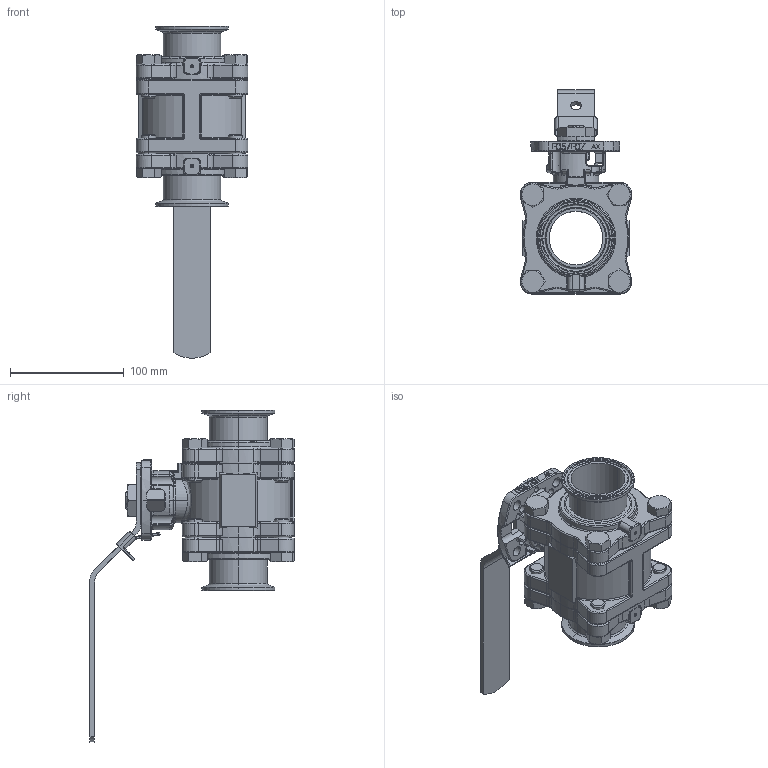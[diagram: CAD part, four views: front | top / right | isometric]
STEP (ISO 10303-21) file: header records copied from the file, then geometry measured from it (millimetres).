
FILE_DESCRIPTION (( 'STEP AP214' ), '1' );
FILE_NAME ('H78-SA-0200.STEP', '2018-12-06T20:42:54', ( '' ), ( '' ), 'SwSTEP 2.0', 'SolidWorks 2018', '' );
FILE_SCHEMA (( 'AUTOMOTIVE_DESIGN' ));
Length unit declared in the file: inch
Products named in the file (1): H78-SA-0200
Bounding box: 98.37 x 179.9 x 292.4 mm (x, y, z)
Surface area: 144775.9 mm2 (no closed solid volume)
Topology: 0 solids, 16 shells, 1190 faces, 3303 edges, 2031 vertices
Faces by surface type: cylinder 337, plane 332, torus 240, bspline 138, cone 112, sphere 31
Entity records: 65797 total; most frequent: CARTESIAN_POINT 21002, DIRECTION 6223, ORIENTED_EDGE 5938, EDGE_CURVE 3256, AXIS2_PLACEMENT_3D 2469, VERTEX_POINT 2028, CIRCLE 1416, VECTOR 1285
